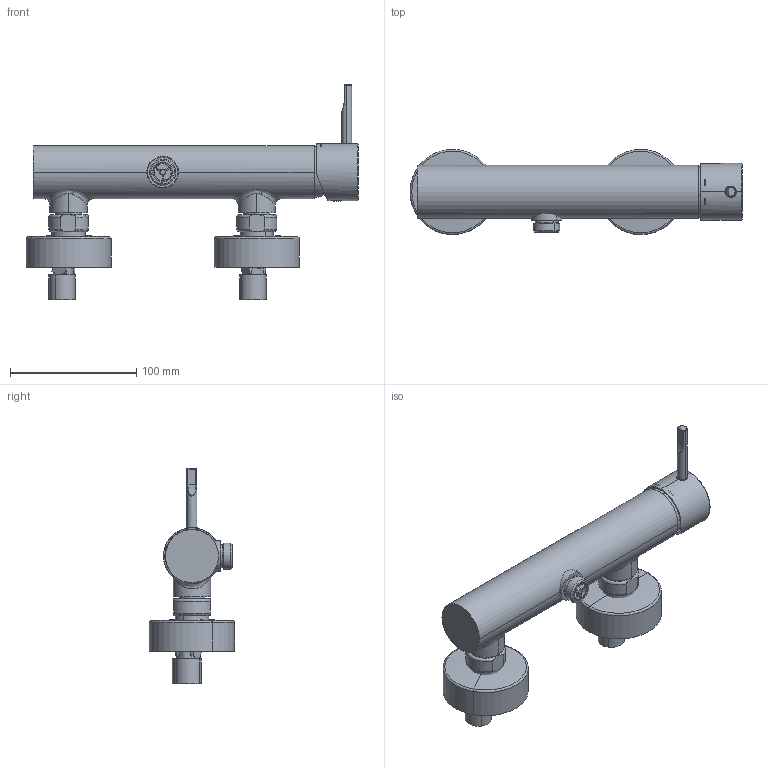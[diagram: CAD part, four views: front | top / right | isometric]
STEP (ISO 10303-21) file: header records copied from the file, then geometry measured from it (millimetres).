
FILE_DESCRIPTION (( 'STEP AP203' ), '1' );
FILE_NAME ('39DP07424.STEP', '2023-10-25T09:37:41', ( '' ), ( '' ), 'SwSTEP 2.0', 'SolidWorks 2021', '' );
FILE_SCHEMA (( 'CONFIG_CONTROL_DESIGN' ));
Length unit declared in the file: millimetre
Products named in the file (1): 39DP07424
Bounding box: 262.94 x 67.5 x 170.35 mm (x, y, z)
Volume: 208166.1 mm3; surface area: 154833.8 mm2
Topology: 14 solids, 14 shells, 826 faces, 2045 edges, 1257 vertices
Faces by surface type: cylinder 284, plane 239, cone 109, bspline 108, torus 63, sphere 23
Entity records: 36009 total; most frequent: CARTESIAN_POINT 17537, ORIENTED_EDGE 4050, DIRECTION 3591, EDGE_CURVE 2025, AXIS2_PLACEMENT_3D 1419, VERTEX_POINT 1257, EDGE_LOOP 892, FACE_OUTER_BOUND 826
